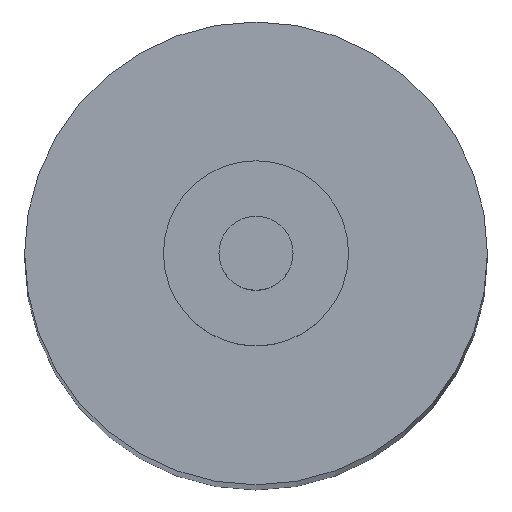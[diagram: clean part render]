
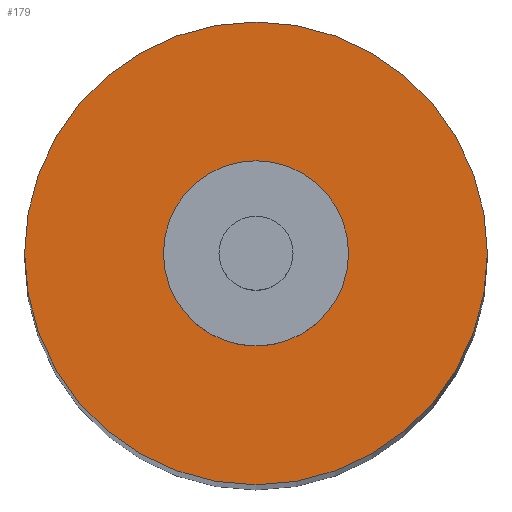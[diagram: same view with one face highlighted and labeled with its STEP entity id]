
A CAD part, top view. The second image highlights one B-rep face of the part: STEP entity #179.
In plain terms, the highlighted planar face has unit normal (0, 0, 1).
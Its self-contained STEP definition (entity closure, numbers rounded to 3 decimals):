
#3 = FACE_OUTER_BOUND ( 'NONE', #38, .T. ) ;
#11 = ORIENTED_EDGE ( 'NONE', *, *, #332, .F. ) ;
#18 = AXIS2_PLACEMENT_3D ( 'NONE', #48, #403, #482 ) ;
#20 = VERTEX_POINT ( 'NONE', #478 ) ;
#25 = DIRECTION ( 'NONE',  ( 1., 0., 0. ) ) ;
#38 = EDGE_LOOP ( 'NONE', ( #11, #62 ) ) ;
#40 = EDGE_CURVE ( 'NONE', #445, #497, #138, .T. ) ;
#45 = VERTEX_POINT ( 'NONE', #364 ) ;
#48 = CARTESIAN_POINT ( 'NONE',  ( 0., 0., 160. ) ) ;
#62 = ORIENTED_EDGE ( 'NONE', *, *, #302, .F. ) ;
#74 = CARTESIAN_POINT ( 'NONE',  ( 0., 0., 160. ) ) ;
#94 = FACE_BOUND ( 'NONE', #112, .T. ) ;
#98 = CARTESIAN_POINT ( 'NONE',  ( 0., 0., 160. ) ) ;
#101 = DIRECTION ( 'NONE',  ( 0., 0., 1. ) ) ;
#106 = DIRECTION ( 'NONE',  ( 1., 0., 0. ) ) ;
#112 = EDGE_LOOP ( 'NONE', ( #118, #517 ) ) ;
#118 = ORIENTED_EDGE ( 'NONE', *, *, #473, .T. ) ;
#121 = AXIS2_PLACEMENT_3D ( 'NONE', #143, #510, #466 ) ;
#138 = CIRCLE ( 'NONE', #481, 10. ) ;
#143 = CARTESIAN_POINT ( 'NONE',  ( 0., 0., 160. ) ) ;
#148 = CARTESIAN_POINT ( 'NONE',  ( 0., 10., 160. ) ) ;
#179 = ADVANCED_FACE ( 'NONE', ( #3, #94 ), #251, .T. ) ;
#207 = DIRECTION ( 'NONE',  ( 0., 0., -1. ) ) ;
#229 = CARTESIAN_POINT ( 'NONE',  ( 0., -10., 160. ) ) ;
#245 = CARTESIAN_POINT ( 'NONE',  ( 0., 0., 160. ) ) ;
#251 = PLANE ( 'NONE',  #319 ) ;
#302 = EDGE_CURVE ( 'NONE', #45, #20, #308, .T. ) ;
#308 = CIRCLE ( 'NONE', #121, 25. ) ;
#319 = AXIS2_PLACEMENT_3D ( 'NONE', #98, #101, #25 ) ;
#332 = EDGE_CURVE ( 'NONE', #20, #45, #468, .T. ) ;
#351 = DIRECTION ( 'NONE',  ( 0., 0., -1. ) ) ;
#364 = CARTESIAN_POINT ( 'NONE',  ( -25., 0., 160. ) ) ;
#403 = DIRECTION ( 'NONE',  ( 0., 0., -1. ) ) ;
#445 = VERTEX_POINT ( 'NONE', #229 ) ;
#461 = CIRCLE ( 'NONE', #18, 10. ) ;
#466 = DIRECTION ( 'NONE',  ( 1., 0., 0. ) ) ;
#468 = CIRCLE ( 'NONE', #512, 25. ) ;
#473 = EDGE_CURVE ( 'NONE', #497, #445, #461, .T. ) ;
#478 = CARTESIAN_POINT ( 'NONE',  ( 25., 0., 160. ) ) ;
#481 = AXIS2_PLACEMENT_3D ( 'NONE', #245, #207, #484 ) ;
#482 = DIRECTION ( 'NONE',  ( 0., 1., 0. ) ) ;
#484 = DIRECTION ( 'NONE',  ( 0., 1., 0. ) ) ;
#497 = VERTEX_POINT ( 'NONE', #148 ) ;
#510 = DIRECTION ( 'NONE',  ( 0., 0., -1. ) ) ;
#512 = AXIS2_PLACEMENT_3D ( 'NONE', #74, #351, #106 ) ;
#517 = ORIENTED_EDGE ( 'NONE', *, *, #40, .T. ) ;
